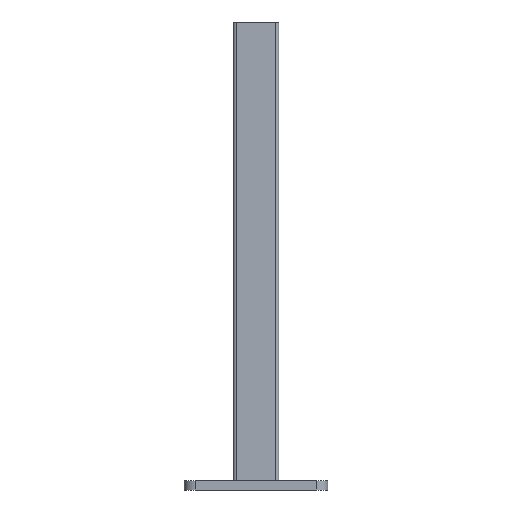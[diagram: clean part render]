
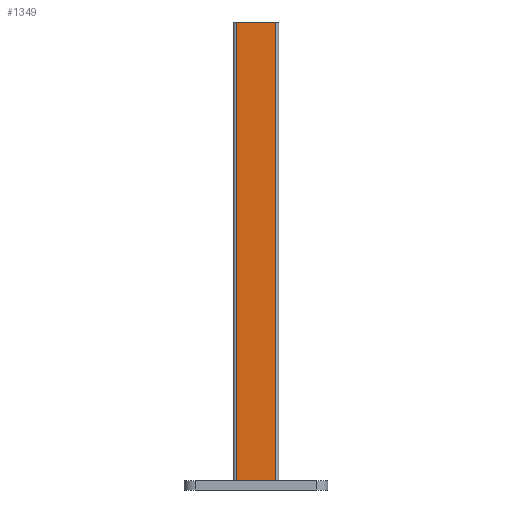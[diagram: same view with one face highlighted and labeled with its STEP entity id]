
A CAD part, front view. The second image highlights one B-rep face of the part: STEP entity #1349.
In plain terms, the highlighted planar face has unit normal (0, -1, 0).
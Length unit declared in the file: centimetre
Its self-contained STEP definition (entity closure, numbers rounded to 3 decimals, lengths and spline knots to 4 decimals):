
#42=PLANE('',#1469);
#97=LINE('',#2065,#221);
#132=LINE('',#2150,#256);
#139=LINE('',#2172,#263);
#142=LINE('',#2183,#266);
#221=VECTOR('',#1669,40.);
#256=VECTOR('',#1752,3.4);
#263=VECTOR('',#1777,40.);
#266=VECTOR('',#1790,3.4);
#386=FACE_OUTER_BOUND('',#464,.T.);
#464=EDGE_LOOP('',(#1078,#1079,#1080,#1081));
#632=VERTEX_POINT('',#2062);
#633=VERTEX_POINT('',#2064);
#659=VERTEX_POINT('',#2149);
#665=VERTEX_POINT('',#2171);
#776=EDGE_CURVE('',#633,#632,#97,.T.);
#818=EDGE_CURVE('',#633,#659,#132,.T.);
#829=EDGE_CURVE('',#665,#659,#139,.T.);
#835=EDGE_CURVE('',#665,#632,#142,.T.);
#1078=ORIENTED_EDGE('',*,*,#776,.T.);
#1079=ORIENTED_EDGE('',*,*,#835,.F.);
#1080=ORIENTED_EDGE('',*,*,#829,.T.);
#1081=ORIENTED_EDGE('',*,*,#818,.F.);
#1349=ADVANCED_FACE('',(#386),#42,.T.);
#1469=AXIS2_PLACEMENT_3D('',#2182,#1788,#1789);
#1669=DIRECTION('',(0.,0.,-1.));
#1752=DIRECTION('',(1.,0.,0.));
#1777=DIRECTION('',(0.,0.,1.));
#1788=DIRECTION('center_axis',(0.,-1.,0.));
#1789=DIRECTION('ref_axis',(0.,0.,1.));
#1790=DIRECTION('',(-1.,0.,0.));
#2062=CARTESIAN_POINT('',(-1.7,-1.9,0.8));
#2064=CARTESIAN_POINT('',(-1.7,-1.9,40.8));
#2065=CARTESIAN_POINT('',(-1.7,-1.9,30.8));
#2149=CARTESIAN_POINT('',(1.7,-1.9,40.8));
#2150=CARTESIAN_POINT('',(2.2906,-1.9,40.8));
#2171=CARTESIAN_POINT('',(1.7,-1.9,0.8));
#2172=CARTESIAN_POINT('',(1.7,-1.9,20.8));
#2182=CARTESIAN_POINT('Origin',(-0.0023,-1.9,20.8));
#2183=CARTESIAN_POINT('',(-0.0012,-1.9,0.8));
